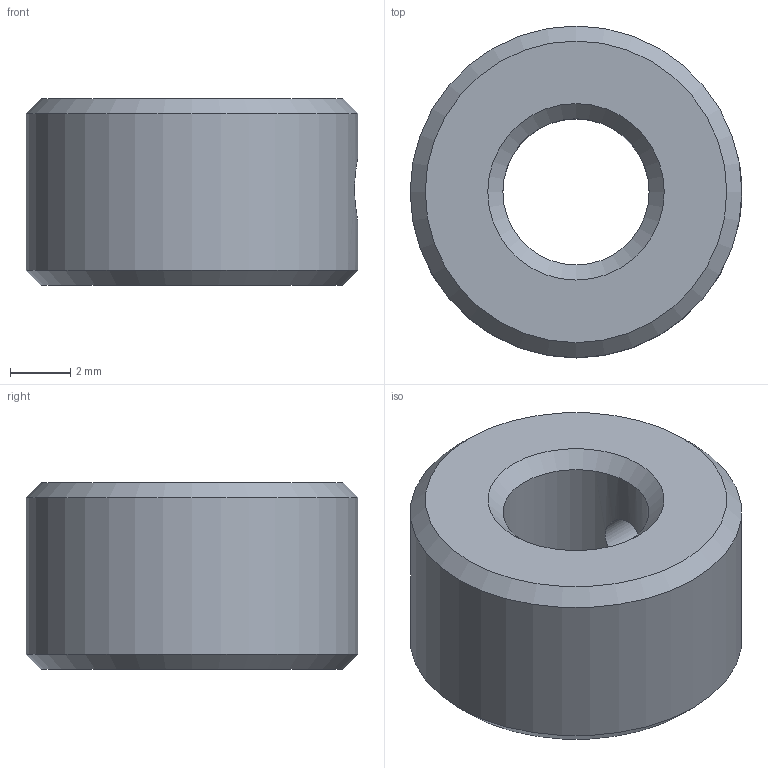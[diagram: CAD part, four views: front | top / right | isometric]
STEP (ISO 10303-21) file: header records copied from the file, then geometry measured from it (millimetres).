
FILE_DESCRIPTION(/* description */ (''),/* implementation_level */ '2;1');
FILE_NAME(/* name */ 'Tetrix_739092_Collar.ipt.stp',/* time_stamp */ '2014-12-18T17:46:42-08:00',/* author */ ('Autodesk Inc.'),/* organization */ (''),/* preprocessor_version */ 'ST-DEVELOPER v15.6',/* originating_system */ 'Autodesk Inventor 2015',/* authorisation */ '');
FILE_SCHEMA (('AUTOMOTIVE_DESIGN { 1 0 10303 214 3 1 1 }'));
Length unit declared in the file: millimetre
Products named in the file (1): Tetrix_739092_Collar
Bounding box: 11 x 11 x 6.2 mm (x, y, z)
Volume: 454.4 mm3; surface area: 444.5 mm2
Topology: 1 solids, 1 shells, 11 faces, 27 edges, 17 vertices
Faces by surface type: cone 4, cylinder 3, plane 2, bspline 2
Full cylindrical faces by diameter (mm): 1.78 x1, 4.85 x1, 11 x1
Entity records: 652 total; most frequent: CARTESIAN_POINT 409, DIRECTION 38, ORIENTED_EDGE 30, EDGE_LOOP 22, AXIS2_PLACEMENT_3D 18, EDGE_CURVE 15, VERTEX_POINT 13, STYLED_ITEM 12
